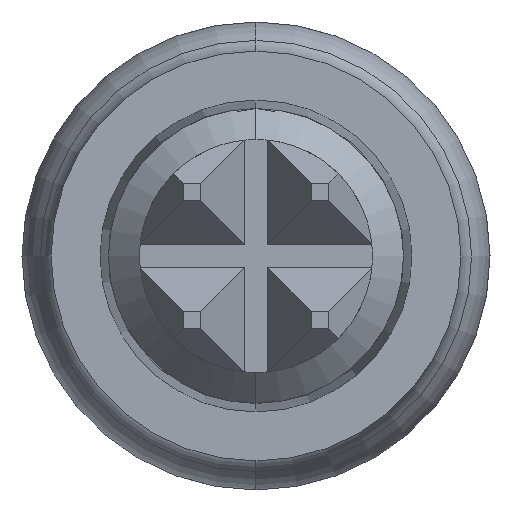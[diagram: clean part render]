
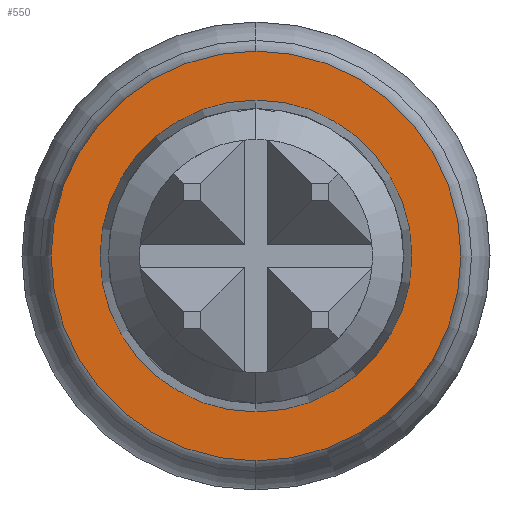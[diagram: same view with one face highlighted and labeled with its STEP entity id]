
A CAD part, left-side view. The second image highlights one B-rep face of the part: STEP entity #550.
In plain terms, the highlighted planar face has unit normal (-1, 0, 0).
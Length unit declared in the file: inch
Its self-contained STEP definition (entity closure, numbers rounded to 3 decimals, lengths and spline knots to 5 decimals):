
#15 = ORIENTED_EDGE ( 'NONE', *, *, #2159, .F. ) ;
#40 = ORIENTED_EDGE ( 'NONE', *, *, #957, .F. ) ;
#67 = AXIS2_PLACEMENT_3D ( 'NONE', #72, #100, #179 ) ;
#72 = CARTESIAN_POINT ( 'NONE',  ( 0., 0., 0. ) ) ;
#84 = CIRCLE ( 'NONE', #1125, 0.01339 ) ;
#100 = DIRECTION ( 'NONE',  ( -1., 0., 0. ) ) ;
#110 = DIRECTION ( 'NONE',  ( 0., 0., 1. ) ) ;
#179 = DIRECTION ( 'NONE',  ( 0., 0., 1. ) ) ;
#309 = PLANE ( 'NONE',  #1214 ) ;
#459 = CIRCLE ( 'NONE', #67, 0.01339 ) ;
#479 = EDGE_CURVE ( 'NONE', #1370, #980, #852, .T. ) ;
#550 = ADVANCED_FACE ( 'NONE', ( #1459, #992 ), #309, .T. ) ;
#852 = CIRCLE ( 'NONE', #2015, 0.0176 ) ;
#905 = DIRECTION ( 'NONE',  ( -1., 0., 0. ) ) ;
#913 = AXIS2_PLACEMENT_3D ( 'NONE', #2334, #1642, #2274 ) ;
#951 = DIRECTION ( 'NONE',  ( 1., 0., 0. ) ) ;
#957 = EDGE_CURVE ( 'NONE', #2166, #1261, #459, .T. ) ;
#980 = VERTEX_POINT ( 'NONE', #1654 ) ;
#992 = FACE_OUTER_BOUND ( 'NONE', #1861, .T. ) ;
#1079 = CARTESIAN_POINT ( 'NONE',  ( 0., 0., -0.0176 ) ) ;
#1125 = AXIS2_PLACEMENT_3D ( 'NONE', #1442, #1427, #110 ) ;
#1149 = CARTESIAN_POINT ( 'NONE',  ( 0., 0.0165, 0. ) ) ;
#1177 = CARTESIAN_POINT ( 'NONE',  ( 0., 0., -0.01339 ) ) ;
#1214 = AXIS2_PLACEMENT_3D ( 'NONE', #1149, #905, #1686 ) ;
#1248 = CIRCLE ( 'NONE', #913, 0.0176 ) ;
#1261 = VERTEX_POINT ( 'NONE', #2182 ) ;
#1336 = DIRECTION ( 'NONE',  ( 0., 0., -1. ) ) ;
#1370 = VERTEX_POINT ( 'NONE', #1079 ) ;
#1427 = DIRECTION ( 'NONE',  ( -1., 0., 0. ) ) ;
#1442 = CARTESIAN_POINT ( 'NONE',  ( 0., 0., 0. ) ) ;
#1459 = FACE_BOUND ( 'NONE', #1789, .T. ) ;
#1617 = ORIENTED_EDGE ( 'NONE', *, *, #2269, .F. ) ;
#1642 = DIRECTION ( 'NONE',  ( 1., 0., 0. ) ) ;
#1654 = CARTESIAN_POINT ( 'NONE',  ( 0., 0., 0.0176 ) ) ;
#1686 = DIRECTION ( 'NONE',  ( 0., 0., 1. ) ) ;
#1789 = EDGE_LOOP ( 'NONE', ( #40, #1617 ) ) ;
#1861 = EDGE_LOOP ( 'NONE', ( #1883, #15 ) ) ;
#1883 = ORIENTED_EDGE ( 'NONE', *, *, #479, .F. ) ;
#2015 = AXIS2_PLACEMENT_3D ( 'NONE', #2296, #951, #1336 ) ;
#2159 = EDGE_CURVE ( 'NONE', #980, #1370, #1248, .T. ) ;
#2166 = VERTEX_POINT ( 'NONE', #1177 ) ;
#2182 = CARTESIAN_POINT ( 'NONE',  ( 0., 0., 0.01339 ) ) ;
#2269 = EDGE_CURVE ( 'NONE', #1261, #2166, #84, .T. ) ;
#2274 = DIRECTION ( 'NONE',  ( 0., 0., -1. ) ) ;
#2296 = CARTESIAN_POINT ( 'NONE',  ( 0., 0., 0. ) ) ;
#2334 = CARTESIAN_POINT ( 'NONE',  ( 0., 0., 0. ) ) ;
